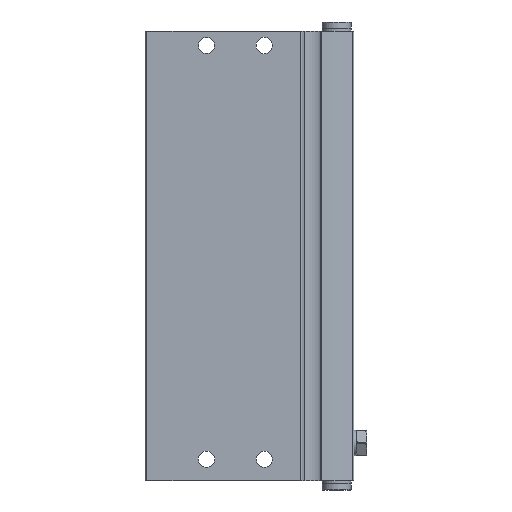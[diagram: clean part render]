
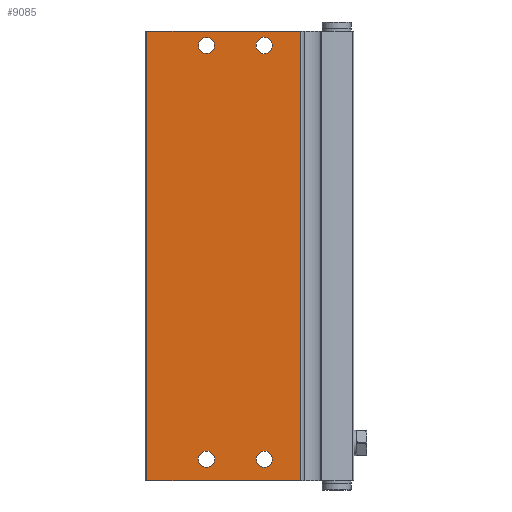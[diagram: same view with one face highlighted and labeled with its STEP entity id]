
A CAD part, front view. The second image highlights one B-rep face of the part: STEP entity #9085.
In plain terms, the highlighted planar face has unit normal (0, -1, 0).
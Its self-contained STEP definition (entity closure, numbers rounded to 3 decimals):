
#298=LINE('',#15358,#889);
#299=LINE('',#15368,#890);
#300=LINE('',#15370,#891);
#301=LINE('',#15372,#892);
#889=VECTOR('',#11423,1000.);
#890=VECTOR('',#11434,1000.);
#891=VECTOR('',#11435,1000.);
#892=VECTOR('',#11436,1000.);
#1453=PLANE('',#10184);
#1761=CIRCLE('',#10185,2.25);
#1762=CIRCLE('',#10186,2.25);
#1763=CIRCLE('',#10187,2.25);
#1764=CIRCLE('',#10188,2.25);
#2408=ORIENTED_EDGE('',*,*,#4702,.F.);
#2409=ORIENTED_EDGE('',*,*,#4703,.F.);
#2410=ORIENTED_EDGE('',*,*,#4704,.F.);
#2411=ORIENTED_EDGE('',*,*,#4705,.F.);
#2412=ORIENTED_EDGE('',*,*,#4706,.F.);
#2413=ORIENTED_EDGE('',*,*,#4701,.F.);
#2414=ORIENTED_EDGE('',*,*,#4707,.T.);
#2415=ORIENTED_EDGE('',*,*,#4708,.T.);
#4701=EDGE_CURVE('',#5837,#5836,#298,.T.);
#4702=EDGE_CURVE('',#5838,#5838,#1761,.T.);
#4703=EDGE_CURVE('',#5839,#5839,#1762,.T.);
#4704=EDGE_CURVE('',#5840,#5840,#1763,.T.);
#4705=EDGE_CURVE('',#5841,#5841,#1764,.T.);
#4706=EDGE_CURVE('',#5836,#5842,#299,.T.);
#4707=EDGE_CURVE('',#5837,#5843,#300,.T.);
#4708=EDGE_CURVE('',#5843,#5842,#301,.T.);
#5836=VERTEX_POINT('',#15355);
#5837=VERTEX_POINT('',#15357);
#5838=VERTEX_POINT('',#15361);
#5839=VERTEX_POINT('',#15363);
#5840=VERTEX_POINT('',#15365);
#5841=VERTEX_POINT('',#15367);
#5842=VERTEX_POINT('',#15369);
#5843=VERTEX_POINT('',#15371);
#6847=EDGE_LOOP('',(#2408));
#6848=EDGE_LOOP('',(#2409));
#6849=EDGE_LOOP('',(#2410));
#6850=EDGE_LOOP('',(#2411));
#6851=EDGE_LOOP('',(#2412,#2413,#2414,#2415));
#7884=FACE_BOUND('',#6847,.T.);
#7885=FACE_BOUND('',#6848,.T.);
#7886=FACE_BOUND('',#6849,.T.);
#7887=FACE_BOUND('',#6850,.T.);
#7888=FACE_BOUND('',#6851,.T.);
#9085=ADVANCED_FACE('',(#7884,#7885,#7886,#7887,#7888),#1453,.T.);
#10184=AXIS2_PLACEMENT_3D('',#15359,#11424,#11425);
#10185=AXIS2_PLACEMENT_3D('',#15360,#11426,#11427);
#10186=AXIS2_PLACEMENT_3D('',#15362,#11428,#11429);
#10187=AXIS2_PLACEMENT_3D('',#15364,#11430,#11431);
#10188=AXIS2_PLACEMENT_3D('',#15366,#11432,#11433);
#11423=DIRECTION('',(0.,0.,1.));
#11424=DIRECTION('',(0.,-1.,0.));
#11425=DIRECTION('',(0.,0.,-1.));
#11426=DIRECTION('',(0.,-1.,0.));
#11427=DIRECTION('',(0.,0.,-1.));
#11428=DIRECTION('',(0.,-1.,0.));
#11429=DIRECTION('',(0.,0.,-1.));
#11430=DIRECTION('',(0.,-1.,0.));
#11431=DIRECTION('',(0.,0.,-1.));
#11432=DIRECTION('',(0.,-1.,0.));
#11433=DIRECTION('',(0.,0.,-1.));
#11434=DIRECTION('',(1.,0.,0.));
#11435=DIRECTION('',(1.,0.,0.));
#11436=DIRECTION('',(0.,0.,1.));
#15355=CARTESIAN_POINT('',(-18.069,0.,0.));
#15357=CARTESIAN_POINT('',(-18.069,0.,-124.5));
#15358=CARTESIAN_POINT('',(-18.069,0.,-124.5));
#15359=CARTESIAN_POINT('',(-18.069,0.,-124.5));
#15360=CARTESIAN_POINT('',(-8.,0.,-6.));
#15361=CARTESIAN_POINT('',(-8.,0.,-8.25));
#15362=CARTESIAN_POINT('',(-8.,0.,-120.5));
#15363=CARTESIAN_POINT('',(-8.,0.,-122.75));
#15364=CARTESIAN_POINT('',(8.,0.,-120.5));
#15365=CARTESIAN_POINT('',(8.,0.,-122.75));
#15366=CARTESIAN_POINT('',(8.,0.,-6.));
#15367=CARTESIAN_POINT('',(8.,0.,-8.25));
#15368=CARTESIAN_POINT('',(-18.069,0.,0.));
#15369=CARTESIAN_POINT('',(24.5,0.,0.));
#15370=CARTESIAN_POINT('',(-18.069,0.,-124.5));
#15371=CARTESIAN_POINT('',(24.5,0.,-124.5));
#15372=CARTESIAN_POINT('',(24.5,0.,-124.5));
